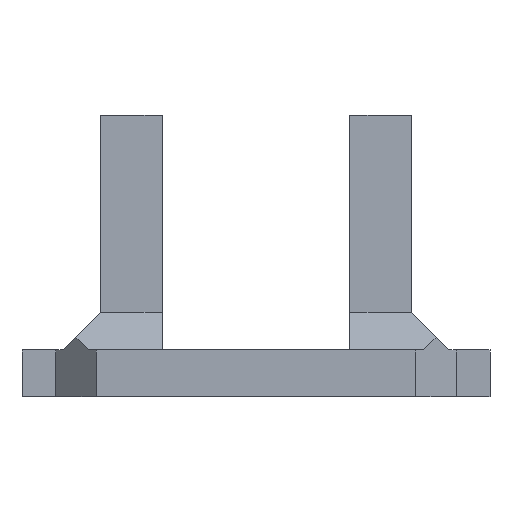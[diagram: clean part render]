
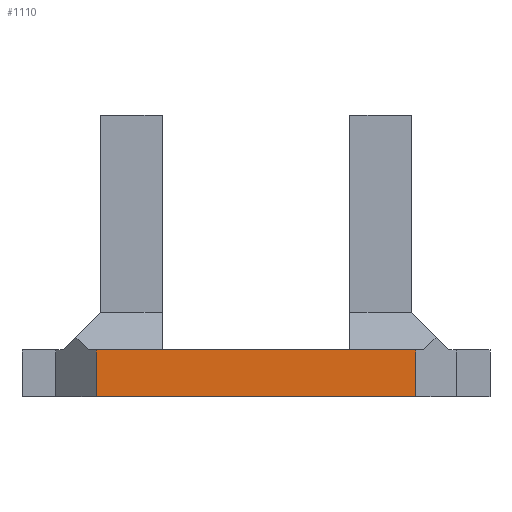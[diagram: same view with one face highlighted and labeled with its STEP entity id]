
A CAD part, front view. The second image highlights one B-rep face of the part: STEP entity #1110.
In plain terms, the highlighted planar face has unit normal (0, -1, 0).
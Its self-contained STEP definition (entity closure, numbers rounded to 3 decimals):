
#71=FACE_OUTER_BOUND('',#127,.T.);
#127=EDGE_LOOP('',(#976,#977,#978,#979));
#177=LINE('',#1554,#330);
#258=LINE('',#1717,#411);
#265=LINE('',#1731,#418);
#282=LINE('',#1767,#435);
#330=VECTOR('',#1244,10.);
#411=VECTOR('',#1401,10.);
#418=VECTOR('',#1414,10.);
#435=VECTOR('',#1451,10.);
#481=VERTEX_POINT('',#1551);
#482=VERTEX_POINT('',#1553);
#526=VERTEX_POINT('',#1715);
#530=VERTEX_POINT('',#1729);
#585=EDGE_CURVE('',#481,#482,#177,.T.);
#667=EDGE_CURVE('',#481,#526,#258,.T.);
#674=EDGE_CURVE('',#482,#530,#265,.T.);
#692=EDGE_CURVE('',#530,#526,#282,.T.);
#976=ORIENTED_EDGE('',*,*,#692,.F.);
#977=ORIENTED_EDGE('',*,*,#674,.F.);
#978=ORIENTED_EDGE('',*,*,#585,.F.);
#979=ORIENTED_EDGE('',*,*,#667,.T.);
#1055=PLANE('',#1187);
#1110=ADVANCED_FACE('',(#71),#1055,.T.);
#1187=AXIS2_PLACEMENT_3D('',#1766,#1449,#1450);
#1244=DIRECTION('',(1.,0.,0.));
#1401=DIRECTION('',(0.,0.,-1.));
#1414=DIRECTION('',(0.,0.,-1.));
#1449=DIRECTION('center_axis',(0.,-1.,0.));
#1450=DIRECTION('ref_axis',(1.,0.,0.));
#1451=DIRECTION('',(-1.,0.,0.));
#1551=CARTESIAN_POINT('',(-17.001,-24.9,5.));
#1553=CARTESIAN_POINT('',(17.001,-24.9,5.));
#1554=CARTESIAN_POINT('',(-17.001,-24.9,5.));
#1715=CARTESIAN_POINT('',(-17.001,-24.9,0.));
#1717=CARTESIAN_POINT('',(-17.001,-24.9,5.));
#1729=CARTESIAN_POINT('',(17.001,-24.9,0.));
#1731=CARTESIAN_POINT('',(17.001,-24.9,5.));
#1766=CARTESIAN_POINT('Origin',(-16.801,-24.9,0.));
#1767=CARTESIAN_POINT('',(16.801,-24.9,0.));
